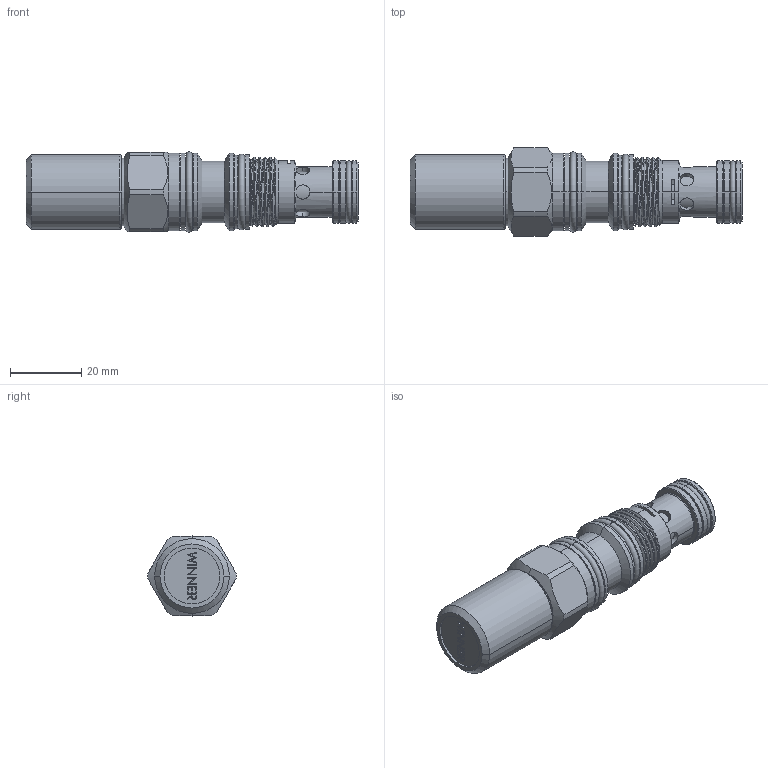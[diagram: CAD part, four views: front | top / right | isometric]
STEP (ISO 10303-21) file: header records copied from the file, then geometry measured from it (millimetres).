
FILE_DESCRIPTION (( 'STEP AP203' ), '1' );
FILE_NAME ('CB11A33(3A)(3C)(3Q)-CA(280bar).STEP', '2023-03-10T02:44:06', ( '' ), ( '' ), 'SwSTEP 2.0', 'SolidWorks 2018', '' );
FILE_SCHEMA (( 'CONFIG_CONTROL_DESIGN' ));
Length unit declared in the file: millimetre
Products named in the file (1): CB11A33(3A)(3C)(3Q)-CA(280bar)
Bounding box: 93.3 x 24.79 x 22.55 mm (x, y, z)
Volume: 28190.8 mm3; surface area: 9110 mm2
Topology: 1 solids, 1 shells, 298 faces, 707 edges, 445 vertices
Faces by surface type: cylinder 111, plane 99, cone 50, torus 30, bspline 8
Entity records: 12225 total; most frequent: CARTESIAN_POINT 5283, DIRECTION 1455, ORIENTED_EDGE 1414, EDGE_CURVE 707, AXIS2_PLACEMENT_3D 560, VERTEX_POINT 445, LINE 335, VECTOR 335
